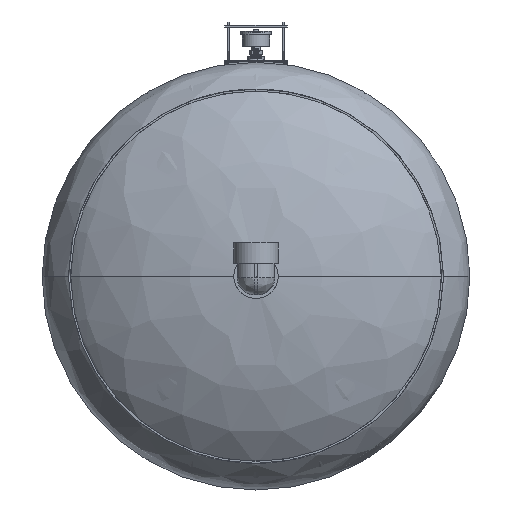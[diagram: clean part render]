
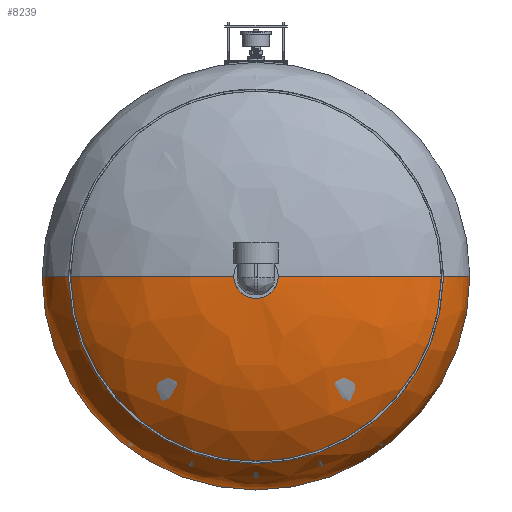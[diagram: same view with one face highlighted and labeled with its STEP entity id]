
A CAD part, front view. The second image highlights one B-rep face of the part: STEP entity #8239.
In plain terms, the highlighted free-form (B-spline) face has degree [3, 3] with [4, 4] control points.
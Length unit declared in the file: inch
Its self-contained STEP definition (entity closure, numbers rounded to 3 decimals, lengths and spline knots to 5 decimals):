
#195 = CARTESIAN_POINT ( 'NONE',  ( 0., 1.52625, 0. ) ) ;
#710 = CARTESIAN_POINT ( 'NONE',  ( -16., 1.52625, 0. ) ) ;
#1558 = ORIENTED_EDGE ( 'NONE', *, *, #26271, .T. ) ;
#3423 = VERTEX_POINT ( 'NONE', #42445 ) ;
#4232 = AXIS2_PLACEMENT_3D ( 'NONE', #53960, #58735, #15386 ) ;
#5024 = CARTESIAN_POINT ( 'NONE',  ( 16., 1.52625, 0. ) ) ;
#7021 = CARTESIAN_POINT ( 'NONE',  ( -1.25, 9.59526, 0. ) ) ;
#7262 = CARTESIAN_POINT ( 'NONE',  ( 10.02451, 9.24743, -20.04902 ) ) ;
#7322 = CARTESIAN_POINT ( 'NONE',  ( 16., 5.97853, 0. ) ) ;
#8239 = ADVANCED_FACE ( 'NONE', ( #11976 ), #19887, .T. ) ;
#9751 = CARTESIAN_POINT ( 'NONE',  ( -16., 1.52625, 0. ) ) ;
#10932 = CARTESIAN_POINT ( 'NONE',  ( -16., 1.52625, 0. ) ) ;
#11976 = FACE_OUTER_BOUND ( 'NONE', #58480, .T. ) ;
#13649 = EDGE_CURVE ( 'NONE', #45558, #25494, #59767, .T. ) ;
#14501 = CARTESIAN_POINT ( 'NONE',  ( -16., 5.97853, -32. ) ) ;
#14876 = CARTESIAN_POINT ( 'NONE',  ( 0., 9.59526, -1.25 ) ) ;
#15386 = DIRECTION ( 'NONE',  ( -1., 0., 0. ) ) ;
#15860 = ORIENTED_EDGE ( 'NONE', *, *, #28935, .F. ) ;
#17753 = ORIENTED_EDGE ( 'NONE', *, *, #13649, .F. ) ;
#17977 = CARTESIAN_POINT ( 'NONE',  ( 1.25, 9.59526, -2.5 ) ) ;
#18537 = DIRECTION ( 'NONE',  ( -1., 0., 0. ) ) ;
#19887 =( BOUNDED_SURFACE ( )  B_SPLINE_SURFACE ( 3, 3, ( 
 ( #36316, #17977, #55328, #31272 ),
 ( #50572, #7262, #50870, #48326 ),
 ( #56900, #42328, #14501, #52136 ),
 ( #5024, #62595, #28724, #9751 ) ),
 .UNSPECIFIED., .F., .F., .F. ) 
 B_SPLINE_SURFACE_WITH_KNOTS ( ( 4, 4 ),
 ( 4, 4 ),
 ( 0., 1. ),
 ( 0., 1. ),
 .UNSPECIFIED. ) 
 GEOMETRIC_REPRESENTATION_ITEM ( )  RATIONAL_B_SPLINE_SURFACE ( (
 ( 1., 0.333, 0.333, 1.),
 ( 0.823, 0.274, 0.274, 0.823),
 ( 0.823, 0.274, 0.274, 0.823),
 ( 1., 0.333, 0.333, 1.) ) ) 
 REPRESENTATION_ITEM ( '' )  SURFACE ( )  );
#20863 = VERTEX_POINT ( 'NONE', #7021 ) ;
#21738 = CARTESIAN_POINT ( 'NONE',  ( 0., 9.59526, 0. ) ) ;
#24436 = AXIS2_PLACEMENT_3D ( 'NONE', #195, #33706, #18537 ) ;
#24817 = CARTESIAN_POINT ( 'NONE',  ( 16., 1.52625, 0. ) ) ;
#25035 = CARTESIAN_POINT ( 'NONE',  ( -16., 5.97853, 0. ) ) ;
#25445 = CARTESIAN_POINT ( 'NONE',  ( 10.02451, 9.24743, 0. ) ) ;
#25494 = VERTEX_POINT ( 'NONE', #14876 ) ;
#25961 =( BOUNDED_CURVE ( )  B_SPLINE_CURVE ( 3, ( #39288, #45243, #25035, #710 ),
 .UNSPECIFIED., .F., .T. ) 
 B_SPLINE_CURVE_WITH_KNOTS ( ( 4, 4 ),
 ( 4.79059, 6.28319 ),
 .UNSPECIFIED. ) 
 CURVE ( )  GEOMETRIC_REPRESENTATION_ITEM ( )  RATIONAL_B_SPLINE_CURVE ( ( 1., 0.823, 0.823, 1. ) ) 
 REPRESENTATION_ITEM ( '' )  );
#26271 = EDGE_CURVE ( 'NONE', #45558, #3423, #55524, .T. ) ;
#28724 = CARTESIAN_POINT ( 'NONE',  ( -16., 1.52625, -32. ) ) ;
#28935 = EDGE_CURVE ( 'NONE', #25494, #20863, #53053, .T. ) ;
#30497 = CIRCLE ( 'NONE', #24436, 16. ) ;
#31098 = CARTESIAN_POINT ( 'NONE',  ( 1.25, 9.59526, 0. ) ) ;
#31272 = CARTESIAN_POINT ( 'NONE',  ( -1.25, 9.59526, 0. ) ) ;
#33194 = ORIENTED_EDGE ( 'NONE', *, *, #59691, .T. ) ;
#33706 = DIRECTION ( 'NONE',  ( 0., 1., 0. ) ) ;
#36267 = DIRECTION ( 'NONE',  ( 0., 1., 0. ) ) ;
#36316 = CARTESIAN_POINT ( 'NONE',  ( 1.25, 9.59526, 0. ) ) ;
#39288 = CARTESIAN_POINT ( 'NONE',  ( -1.25, 9.59526, 0. ) ) ;
#42328 = CARTESIAN_POINT ( 'NONE',  ( 16., 5.97853, -32. ) ) ;
#42445 = CARTESIAN_POINT ( 'NONE',  ( 16., 1.52625, 0. ) ) ;
#42809 = VERTEX_POINT ( 'NONE', #10932 ) ;
#44716 = EDGE_CURVE ( 'NONE', #20863, #42809, #25961, .T. ) ;
#45243 = CARTESIAN_POINT ( 'NONE',  ( -10.02451, 9.24743, 0. ) ) ;
#45558 = VERTEX_POINT ( 'NONE', #31098 ) ;
#45964 = AXIS2_PLACEMENT_3D ( 'NONE', #21738, #36267, #59731 ) ;
#48326 = CARTESIAN_POINT ( 'NONE',  ( -10.02451, 9.24743, 0. ) ) ;
#50572 = CARTESIAN_POINT ( 'NONE',  ( 10.02451, 9.24743, 0. ) ) ;
#50870 = CARTESIAN_POINT ( 'NONE',  ( -10.02451, 9.24743, -20.04902 ) ) ;
#52136 = CARTESIAN_POINT ( 'NONE',  ( -16., 5.97853, 0. ) ) ;
#53053 = CIRCLE ( 'NONE', #45964, 1.25 ) ;
#53960 = CARTESIAN_POINT ( 'NONE',  ( 0., 9.59526, 0. ) ) ;
#55288 = ORIENTED_EDGE ( 'NONE', *, *, #44716, .F. ) ;
#55328 = CARTESIAN_POINT ( 'NONE',  ( -1.25, 9.59526, -2.5 ) ) ;
#55524 =( BOUNDED_CURVE ( )  B_SPLINE_CURVE ( 3, ( #60451, #25445, #7322, #24817 ),
 .UNSPECIFIED., .F., .F. ) 
 B_SPLINE_CURVE_WITH_KNOTS ( ( 4, 4 ),
 ( 4.79059, 6.28319 ),
 .UNSPECIFIED. ) 
 CURVE ( )  GEOMETRIC_REPRESENTATION_ITEM ( )  RATIONAL_B_SPLINE_CURVE ( ( 1., 0.823, 0.823, 1. ) ) 
 REPRESENTATION_ITEM ( '' )  );
#56900 = CARTESIAN_POINT ( 'NONE',  ( 16., 5.97853, 0. ) ) ;
#58480 = EDGE_LOOP ( 'NONE', ( #55288, #15860, #17753, #1558, #33194 ) ) ;
#58735 = DIRECTION ( 'NONE',  ( 0., 1., 0. ) ) ;
#59691 = EDGE_CURVE ( 'NONE', #3423, #42809, #30497, .T. ) ;
#59731 = DIRECTION ( 'NONE',  ( -1., 0., 0. ) ) ;
#59767 = CIRCLE ( 'NONE', #4232, 1.25 ) ;
#60451 = CARTESIAN_POINT ( 'NONE',  ( 1.25, 9.59526, 0. ) ) ;
#62595 = CARTESIAN_POINT ( 'NONE',  ( 16., 1.52625, -32. ) ) ;
